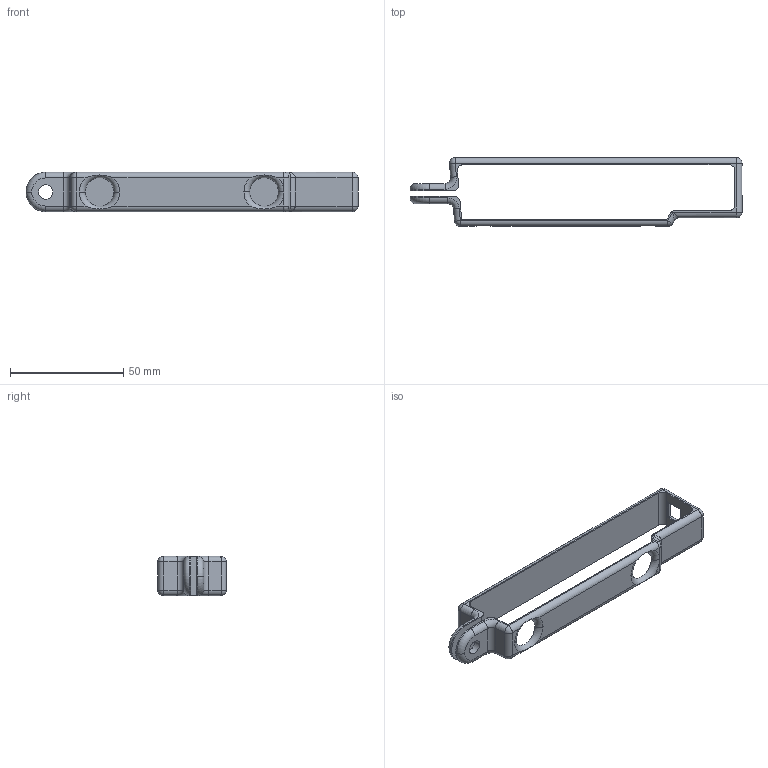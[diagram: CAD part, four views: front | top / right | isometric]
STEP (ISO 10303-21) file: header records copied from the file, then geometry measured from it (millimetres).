
FILE_DESCRIPTION (( 'STEP AP214' ), '1' );
FILE_NAME ('radio retention v4.STEP', '2017-03-23T00:22:50', ( '' ), ( '' ), 'SwSTEP 2.0', 'SolidWorks 2016', '' );
FILE_SCHEMA (( 'AUTOMOTIVE_DESIGN' ));
Length unit declared in the file: inch
Products named in the file (1): radio retention v4
Bounding box: 146.82 x 30.48 x 17.46 mm (x, y, z)
Volume: 16133 mm3; surface area: 12444.1 mm2
Topology: 1 solids, 1 shells, 99 faces, 260 edges, 148 vertices
Faces by surface type: cylinder 44, plane 28, torus 15, sphere 10, bspline 2
Entity records: 3155 total; most frequent: CARTESIAN_POINT 708, DIRECTION 539, ORIENTED_EDGE 496, EDGE_CURVE 248, AXIS2_PLACEMENT_3D 211, VERTEX_POINT 148, LINE 117, VECTOR 117
